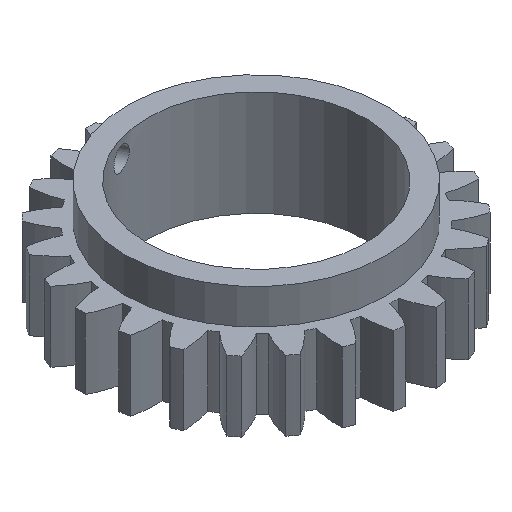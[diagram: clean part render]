
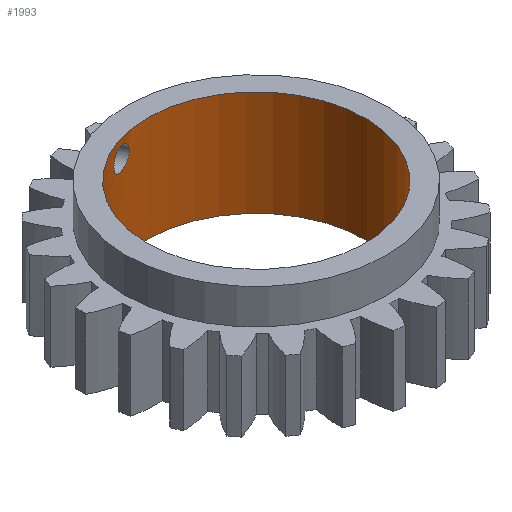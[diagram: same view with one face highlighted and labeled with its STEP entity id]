
A CAD part, isometric view. The second image highlights one B-rep face of the part: STEP entity #1993.
In plain terms, the highlighted cylindrical face has radius 15.5 mm (diameter 31 mm), a full revolution.
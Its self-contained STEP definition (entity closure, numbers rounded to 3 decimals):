
#122=FACE_BOUND('',#441,.T.);
#127=CIRCLE('',#2118,15.5);
#128=CIRCLE('',#2120,15.5);
#332=FACE_OUTER_BOUND('',#440,.T.);
#440=EDGE_LOOP('',(#1280,#1281,#1282,#1283));
#441=EDGE_LOOP('',(#1284));
#548=LINE('',#3233,#651);
#651=VECTOR('',#2443,15.5);
#753=B_SPLINE_CURVE_WITH_KNOTS('',3,(#3187,#3188,#3189,#3190,#3191,#3192,
#3193,#3194,#3195,#3196,#3197,#3198,#3199,#3200,#3201,#3202,#3203,#3204,
#3205,#3206,#3207,#3208,#3209,#3210,#3211,#3212,#3213,#3214,#3215,#3216,
#3217,#3218,#3219,#3220),.UNSPECIFIED.,.T.,.F.,(4,2,2,2,2,2,2,2,2,2,2,2,
2,2,2,2,4),(0.,0.06,0.121,0.183,0.245,
0.306,0.368,0.428,0.488,
0.548,0.608,0.67,0.731,
0.793,0.855,0.916,0.976),
 .UNSPECIFIED.);
#755=VERTEX_POINT('',#3185);
#758=VERTEX_POINT('',#3228);
#759=VERTEX_POINT('',#3231);
#962=EDGE_CURVE('',#755,#755,#753,.T.);
#966=EDGE_CURVE('',#758,#758,#127,.T.);
#967=EDGE_CURVE('',#759,#759,#128,.T.);
#968=EDGE_CURVE('',#759,#758,#548,.T.);
#1280=ORIENTED_EDGE('',*,*,#967,.F.);
#1281=ORIENTED_EDGE('',*,*,#968,.T.);
#1282=ORIENTED_EDGE('',*,*,#966,.F.);
#1283=ORIENTED_EDGE('',*,*,#968,.F.);
#1284=ORIENTED_EDGE('',*,*,#962,.T.);
#1889=CYLINDRICAL_SURFACE('',#2119,15.5);
#1993=ADVANCED_FACE('',(#332,#122),#1889,.F.);
#2118=AXIS2_PLACEMENT_3D('',#3229,#2437,#2438);
#2119=AXIS2_PLACEMENT_3D('',#3230,#2439,#2440);
#2120=AXIS2_PLACEMENT_3D('',#3232,#2441,#2442);
#2437=DIRECTION('center_axis',(0.,0.,-1.));
#2438=DIRECTION('ref_axis',(-1.,0.019,0.));
#2439=DIRECTION('center_axis',(0.,0.,1.));
#2440=DIRECTION('ref_axis',(1.,-0.019,0.));
#2441=DIRECTION('center_axis',(0.,0.,1.));
#2442=DIRECTION('ref_axis',(1.,-0.019,0.));
#2443=DIRECTION('',(0.,0.,1.));
#3185=CARTESIAN_POINT('',(-2.845,15.237,12.5));
#3187=CARTESIAN_POINT('Ctrl Pts',(-2.845,15.237,12.5));
#3188=CARTESIAN_POINT('Ctrl Pts',(-2.845,15.237,12.299));
#3189=CARTESIAN_POINT('Ctrl Pts',(-2.886,15.229,12.085));
#3190=CARTESIAN_POINT('Ctrl Pts',(-3.053,15.197,11.694));
#3191=CARTESIAN_POINT('Ctrl Pts',(-3.177,15.172,11.516));
#3192=CARTESIAN_POINT('Ctrl Pts',(-3.463,15.109,11.231));
#3193=CARTESIAN_POINT('Ctrl Pts',(-3.646,15.066,11.107));
#3194=CARTESIAN_POINT('Ctrl Pts',(-4.042,14.965,10.941));
#3195=CARTESIAN_POINT('Ctrl Pts',(-4.255,14.906,10.9));
#3196=CARTESIAN_POINT('Ctrl Pts',(-4.65,14.788,10.9));
#3197=CARTESIAN_POINT('Ctrl Pts',(-4.857,14.721,10.94));
#3198=CARTESIAN_POINT('Ctrl Pts',(-5.236,14.59,11.103));
#3199=CARTESIAN_POINT('Ctrl Pts',(-5.408,14.527,11.227));
#3200=CARTESIAN_POINT('Ctrl Pts',(-5.676,14.424,11.513));
#3201=CARTESIAN_POINT('Ctrl Pts',(-5.79,14.378,11.692));
#3202=CARTESIAN_POINT('Ctrl Pts',(-5.942,14.316,12.085));
#3203=CARTESIAN_POINT('Ctrl Pts',(-5.979,14.3,12.299));
#3204=CARTESIAN_POINT('Ctrl Pts',(-5.979,14.3,12.701));
#3205=CARTESIAN_POINT('Ctrl Pts',(-5.942,14.316,12.915));
#3206=CARTESIAN_POINT('Ctrl Pts',(-5.79,14.378,13.308));
#3207=CARTESIAN_POINT('Ctrl Pts',(-5.676,14.424,13.487));
#3208=CARTESIAN_POINT('Ctrl Pts',(-5.408,14.527,13.773));
#3209=CARTESIAN_POINT('Ctrl Pts',(-5.236,14.59,13.897));
#3210=CARTESIAN_POINT('Ctrl Pts',(-4.857,14.721,14.06));
#3211=CARTESIAN_POINT('Ctrl Pts',(-4.65,14.788,14.1));
#3212=CARTESIAN_POINT('Ctrl Pts',(-4.255,14.906,14.1));
#3213=CARTESIAN_POINT('Ctrl Pts',(-4.042,14.965,14.059));
#3214=CARTESIAN_POINT('Ctrl Pts',(-3.646,15.066,13.893));
#3215=CARTESIAN_POINT('Ctrl Pts',(-3.463,15.109,13.769));
#3216=CARTESIAN_POINT('Ctrl Pts',(-3.177,15.172,13.484));
#3217=CARTESIAN_POINT('Ctrl Pts',(-3.053,15.197,13.306));
#3218=CARTESIAN_POINT('Ctrl Pts',(-2.886,15.229,12.915));
#3219=CARTESIAN_POINT('Ctrl Pts',(-2.845,15.237,12.701));
#3220=CARTESIAN_POINT('Ctrl Pts',(-2.845,15.237,12.5));
#3228=CARTESIAN_POINT('',(-15.497,0.302,15.));
#3229=CARTESIAN_POINT('Origin',(0.,0.,15.));
#3230=CARTESIAN_POINT('Origin',(0.,0.,10.));
#3231=CARTESIAN_POINT('',(-15.497,0.302,0.));
#3232=CARTESIAN_POINT('Origin',(0.,0.,0.));
#3233=CARTESIAN_POINT('',(-15.497,0.302,10.));
